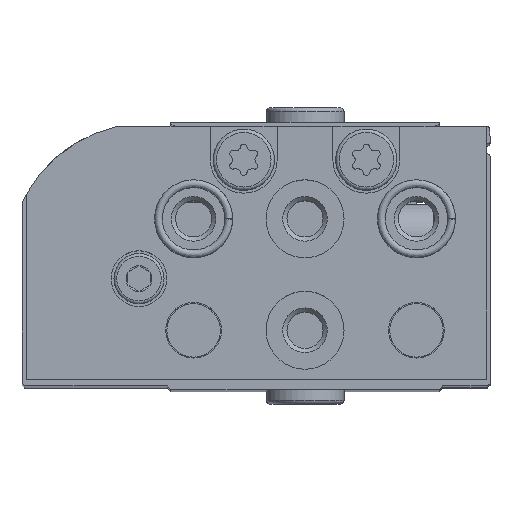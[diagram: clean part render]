
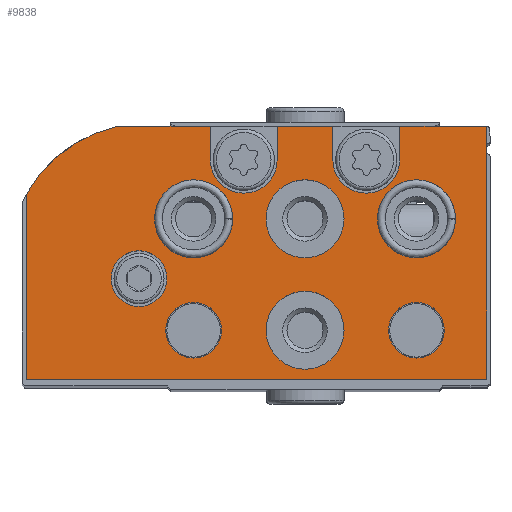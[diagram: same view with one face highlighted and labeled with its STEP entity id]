
A CAD part, top view. The second image highlights one B-rep face of the part: STEP entity #9838.
In plain terms, the highlighted face is planar.
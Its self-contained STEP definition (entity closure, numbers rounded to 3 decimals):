
#1007=LINE('',#16865,#1758);
#1011=LINE('',#16873,#1762);
#1015=LINE('',#16879,#1766);
#1018=LINE('',#16899,#1769);
#1019=LINE('',#16903,#1770);
#1020=LINE('',#16906,#1771);
#1021=LINE('',#16908,#1772);
#1022=LINE('',#16910,#1773);
#1023=LINE('',#16911,#1774);
#1024=LINE('',#16915,#1775);
#1758=VECTOR('',#13683,1000.);
#1762=VECTOR('',#13687,1000.);
#1766=VECTOR('',#13691,1000.);
#1769=VECTOR('',#13710,1000.);
#1770=VECTOR('',#13713,1000.);
#1771=VECTOR('',#13716,1000.);
#1772=VECTOR('',#13717,1000.);
#1773=VECTOR('',#13718,1000.);
#1774=VECTOR('',#13719,1000.);
#1775=VECTOR('',#13722,1000.);
#3752=ORIENTED_EDGE('',*,*,#5563,.T.);
#3753=ORIENTED_EDGE('',*,*,#5564,.T.);
#3754=ORIENTED_EDGE('',*,*,#5565,.T.);
#3755=ORIENTED_EDGE('',*,*,#5566,.T.);
#3756=ORIENTED_EDGE('',*,*,#5567,.T.);
#3757=ORIENTED_EDGE('',*,*,#5568,.T.);
#3758=ORIENTED_EDGE('',*,*,#5569,.T.);
#3759=ORIENTED_EDGE('',*,*,#5570,.T.);
#3760=ORIENTED_EDGE('',*,*,#5571,.T.);
#3761=ORIENTED_EDGE('',*,*,#5572,.T.);
#3762=ORIENTED_EDGE('',*,*,#5560,.F.);
#3763=ORIENTED_EDGE('',*,*,#5573,.F.);
#3764=ORIENTED_EDGE('',*,*,#5574,.F.);
#3765=ORIENTED_EDGE('',*,*,#5575,.F.);
#3766=ORIENTED_EDGE('',*,*,#5576,.F.);
#3767=ORIENTED_EDGE('',*,*,#5556,.F.);
#3768=ORIENTED_EDGE('',*,*,#5577,.T.);
#3769=ORIENTED_EDGE('',*,*,#5578,.T.);
#3770=ORIENTED_EDGE('',*,*,#5579,.T.);
#3771=ORIENTED_EDGE('',*,*,#5552,.F.);
#5552=EDGE_CURVE('',#6639,#6640,#1007,.T.);
#5556=EDGE_CURVE('',#6643,#6644,#1011,.T.);
#5560=EDGE_CURVE('',#6645,#6646,#1015,.T.);
#5563=EDGE_CURVE('',#6648,#6648,#7239,.T.);
#5564=EDGE_CURVE('',#6649,#6649,#7240,.T.);
#5565=EDGE_CURVE('',#6650,#6650,#7241,.T.);
#5566=EDGE_CURVE('',#6651,#6651,#7242,.T.);
#5567=EDGE_CURVE('',#6652,#6652,#7243,.T.);
#5568=EDGE_CURVE('',#6653,#6653,#7244,.T.);
#5569=EDGE_CURVE('',#6654,#6654,#7245,.T.);
#5570=EDGE_CURVE('',#6639,#6655,#1018,.T.);
#5571=EDGE_CURVE('',#6655,#6656,#7246,.T.);
#5572=EDGE_CURVE('',#6656,#6646,#1019,.T.);
#5573=EDGE_CURVE('',#6657,#6645,#7247,.T.);
#5574=EDGE_CURVE('',#6658,#6657,#1020,.T.);
#5575=EDGE_CURVE('',#6659,#6658,#1021,.T.);
#5576=EDGE_CURVE('',#6644,#6659,#1022,.T.);
#5577=EDGE_CURVE('',#6643,#6660,#1023,.T.);
#5578=EDGE_CURVE('',#6660,#6661,#7248,.T.);
#5579=EDGE_CURVE('',#6661,#6640,#1024,.T.);
#6639=VERTEX_POINT('',#16864);
#6640=VERTEX_POINT('',#16866);
#6643=VERTEX_POINT('',#16872);
#6644=VERTEX_POINT('',#16874);
#6645=VERTEX_POINT('',#16878);
#6646=VERTEX_POINT('',#16880);
#6648=VERTEX_POINT('',#16886);
#6649=VERTEX_POINT('',#16888);
#6650=VERTEX_POINT('',#16890);
#6651=VERTEX_POINT('',#16892);
#6652=VERTEX_POINT('',#16894);
#6653=VERTEX_POINT('',#16896);
#6654=VERTEX_POINT('',#16898);
#6655=VERTEX_POINT('',#16900);
#6656=VERTEX_POINT('',#16902);
#6657=VERTEX_POINT('',#16905);
#6658=VERTEX_POINT('',#16907);
#6659=VERTEX_POINT('',#16909);
#6660=VERTEX_POINT('',#16912);
#6661=VERTEX_POINT('',#16914);
#7239=CIRCLE('',#11251,2.5);
#7240=CIRCLE('',#11252,3.5);
#7241=CIRCLE('',#11253,3.5);
#7242=CIRCLE('',#11254,3.5);
#7243=CIRCLE('',#11255,3.5);
#7244=CIRCLE('',#11256,2.5);
#7245=CIRCLE('',#11257,2.5);
#7246=CIRCLE('',#11258,3.);
#7247=CIRCLE('',#11259,12.5);
#7248=CIRCLE('',#11260,3.);
#7966=EDGE_LOOP('',(#3752));
#7967=EDGE_LOOP('',(#3753));
#7968=EDGE_LOOP('',(#3754));
#7969=EDGE_LOOP('',(#3755));
#7970=EDGE_LOOP('',(#3756));
#7971=EDGE_LOOP('',(#3757));
#7972=EDGE_LOOP('',(#3758));
#7973=EDGE_LOOP('',(#3759,#3760,#3761,#3762,#3763,#3764,#3765,#3766,#3767,
#3768,#3769,#3770,#3771));
#8837=FACE_BOUND('',#7966,.T.);
#8838=FACE_BOUND('',#7967,.T.);
#8839=FACE_BOUND('',#7968,.T.);
#8840=FACE_BOUND('',#7969,.T.);
#8841=FACE_BOUND('',#7970,.T.);
#8842=FACE_BOUND('',#7971,.T.);
#8843=FACE_BOUND('',#7972,.T.);
#8844=FACE_BOUND('',#7973,.T.);
#9367=PLANE('',#11250);
#9838=ADVANCED_FACE('',(#8837,#8838,#8839,#8840,#8841,#8842,#8843,#8844),
#9367,.F.);
#11250=AXIS2_PLACEMENT_3D('',#16884,#13694,#13695);
#11251=AXIS2_PLACEMENT_3D('',#16885,#13696,#13697);
#11252=AXIS2_PLACEMENT_3D('',#16887,#13698,#13699);
#11253=AXIS2_PLACEMENT_3D('',#16889,#13700,#13701);
#11254=AXIS2_PLACEMENT_3D('',#16891,#13702,#13703);
#11255=AXIS2_PLACEMENT_3D('',#16893,#13704,#13705);
#11256=AXIS2_PLACEMENT_3D('',#16895,#13706,#13707);
#11257=AXIS2_PLACEMENT_3D('',#16897,#13708,#13709);
#11258=AXIS2_PLACEMENT_3D('',#16901,#13711,#13712);
#11259=AXIS2_PLACEMENT_3D('',#16904,#13714,#13715);
#11260=AXIS2_PLACEMENT_3D('',#16913,#13720,#13721);
#13683=DIRECTION('',(-1.,0.,0.));
#13687=DIRECTION('',(-1.,0.,0.));
#13691=DIRECTION('',(-1.,0.,0.));
#13694=DIRECTION('',(0.,0.,1.));
#13695=DIRECTION('',(1.,0.,0.));
#13696=DIRECTION('',(0.,0.,1.));
#13697=DIRECTION('',(1.,0.,0.));
#13698=DIRECTION('',(0.,0.,1.));
#13699=DIRECTION('',(1.,0.,0.));
#13700=DIRECTION('',(0.,0.,1.));
#13701=DIRECTION('',(1.,0.,0.));
#13702=DIRECTION('',(0.,0.,1.));
#13703=DIRECTION('',(1.,0.,0.));
#13704=DIRECTION('',(0.,0.,1.));
#13705=DIRECTION('',(1.,0.,0.));
#13706=DIRECTION('',(0.,0.,1.));
#13707=DIRECTION('',(1.,0.,0.));
#13708=DIRECTION('',(0.,0.,1.));
#13709=DIRECTION('',(1.,0.,0.));
#13710=DIRECTION('',(0.,-1.,0.));
#13711=DIRECTION('',(0.,0.,1.));
#13712=DIRECTION('',(1.,0.,0.));
#13713=DIRECTION('',(0.,1.,0.));
#13714=DIRECTION('',(0.,0.,1.));
#13715=DIRECTION('',(1.,0.,0.));
#13716=DIRECTION('',(0.,1.,0.));
#13717=DIRECTION('',(1.,0.,0.));
#13718=DIRECTION('',(0.,-1.,0.));
#13719=DIRECTION('',(0.,-1.,0.));
#13720=DIRECTION('',(0.,0.,1.));
#13721=DIRECTION('',(1.,0.,0.));
#13722=DIRECTION('',(0.,1.,0.));
#16864=CARTESIAN_POINT('',(18.8,22.7,0.));
#16865=CARTESIAN_POINT('',(33.122,22.7,0.));
#16866=CARTESIAN_POINT('',(13.8,22.7,0.));
#16872=CARTESIAN_POINT('',(7.8,22.7,0.));
#16873=CARTESIAN_POINT('',(33.122,22.7,0.));
#16874=CARTESIAN_POINT('',(0.,22.7,0.));
#16878=CARTESIAN_POINT('',(33.122,22.7,0.));
#16879=CARTESIAN_POINT('',(33.122,22.7,0.));
#16880=CARTESIAN_POINT('',(24.8,22.7,0.));
#16884=CARTESIAN_POINT('',(30.4,10.5,0.));
#16885=CARTESIAN_POINT('',(31.2,9.03,0.));
#16886=CARTESIAN_POINT('',(33.7,9.03,0.));
#16887=CARTESIAN_POINT('',(26.3,14.4,0.));
#16888=CARTESIAN_POINT('',(29.8,14.4,0.));
#16889=CARTESIAN_POINT('',(16.3,14.4,0.));
#16890=CARTESIAN_POINT('',(19.8,14.4,0.));
#16891=CARTESIAN_POINT('',(6.3,14.4,0.));
#16892=CARTESIAN_POINT('',(9.8,14.4,0.));
#16893=CARTESIAN_POINT('',(16.3,4.4,0.));
#16894=CARTESIAN_POINT('',(19.8,4.4,0.));
#16895=CARTESIAN_POINT('',(26.3,4.4,0.));
#16896=CARTESIAN_POINT('',(28.8,4.4,0.));
#16897=CARTESIAN_POINT('',(6.3,4.4,0.));
#16898=CARTESIAN_POINT('',(8.8,4.4,0.));
#16899=CARTESIAN_POINT('',(18.8,22.7,0.));
#16900=CARTESIAN_POINT('',(18.8,19.7,0.));
#16901=CARTESIAN_POINT('',(21.8,19.7,0.));
#16902=CARTESIAN_POINT('',(24.8,19.7,0.));
#16903=CARTESIAN_POINT('',(24.8,19.7,0.));
#16904=CARTESIAN_POINT('',(30.4,10.5,0.));
#16905=CARTESIAN_POINT('',(41.3,16.619,0.));
#16906=CARTESIAN_POINT('',(41.3,0.,0.));
#16907=CARTESIAN_POINT('',(41.3,0.,0.));
#16908=CARTESIAN_POINT('',(0.,0.,0.));
#16909=CARTESIAN_POINT('',(0.,0.,0.));
#16910=CARTESIAN_POINT('',(0.,22.7,0.));
#16911=CARTESIAN_POINT('',(7.8,22.7,0.));
#16912=CARTESIAN_POINT('',(7.8,19.7,0.));
#16913=CARTESIAN_POINT('',(10.8,19.7,0.));
#16914=CARTESIAN_POINT('',(13.8,19.7,0.));
#16915=CARTESIAN_POINT('',(13.8,19.7,0.));
